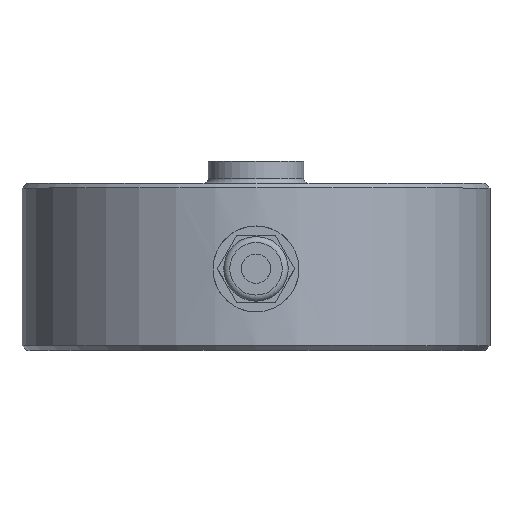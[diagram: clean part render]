
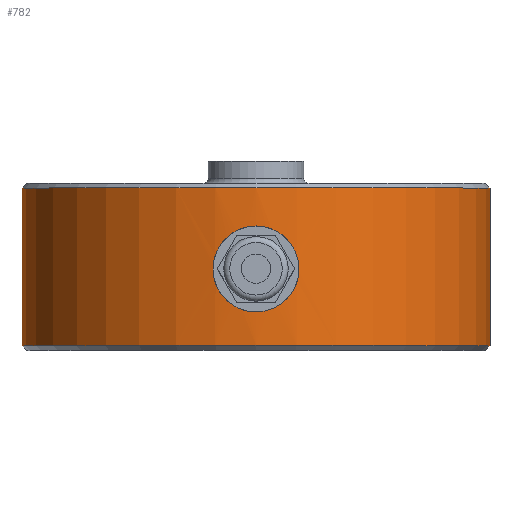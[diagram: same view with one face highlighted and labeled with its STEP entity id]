
A CAD part, top view. The second image highlights one B-rep face of the part: STEP entity #782.
In plain terms, the highlighted cylindrical face has radius 49 mm (diameter 98 mm), a full revolution.
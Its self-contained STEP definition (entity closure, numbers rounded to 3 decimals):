
#50=B_SPLINE_CURVE_WITH_KNOTS('',3,(#1282,#1283,#1284,#1285,#1286,#1287,
#1288,#1289,#1290,#1291),.UNSPECIFIED.,.F.,.F.,(4,2,2,2,4),(5.438,
5.777,6.117,6.457,6.797),
 .UNSPECIFIED.);
#51=B_SPLINE_CURVE_WITH_KNOTS('',3,(#1293,#1294,#1295,#1296,#1297,#1298,
#1299,#1300,#1301,#1302,#1303,#1304,#1305,#1306,#1307,#1308,#1309,#1310),
 .UNSPECIFIED.,.F.,.F.,(4,2,2,2,2,2,2,2,4),(1.359,1.699,
2.039,2.379,2.719,3.059,3.399,
3.738,4.078),.UNSPECIFIED.);
#52=B_SPLINE_CURVE_WITH_KNOTS('',3,(#1311,#1312,#1313,#1314,#1315,#1316,
#1317,#1318,#1319,#1320),.UNSPECIFIED.,.F.,.F.,(4,2,2,2,4),(4.078,
4.418,4.758,5.098,5.438),
 .UNSPECIFIED.);
#75=LINE('',#1358,#130);
#76=LINE('',#1359,#131);
#130=VECTOR('',#1080,49.);
#131=VECTOR('',#1081,49.);
#179=CYLINDRICAL_SURFACE('',#891,49.);
#199=FACE_OUTER_BOUND('',#242,.T.);
#242=EDGE_LOOP('',(#635,#636,#637,#638,#639,#640,#641,#642,#643,#644,#645));
#316=CIRCLE('',#873,49.);
#317=CIRCLE('',#874,49.);
#320=CIRCLE('',#878,49.);
#321=CIRCLE('',#879,49.);
#375=VERTEX_POINT('',#1279);
#376=VERTEX_POINT('',#1281);
#377=VERTEX_POINT('',#1292);
#378=VERTEX_POINT('',#1322);
#379=VERTEX_POINT('',#1323);
#382=VERTEX_POINT('',#1332);
#383=VERTEX_POINT('',#1333);
#470=EDGE_CURVE('',#375,#376,#50,.T.);
#471=EDGE_CURVE('',#376,#377,#51,.T.);
#472=EDGE_CURVE('',#377,#375,#52,.T.);
#473=EDGE_CURVE('',#378,#379,#316,.T.);
#474=EDGE_CURVE('',#379,#378,#317,.T.);
#478=EDGE_CURVE('',#382,#383,#320,.T.);
#479=EDGE_CURVE('',#383,#382,#321,.T.);
#491=EDGE_CURVE('',#382,#376,#75,.T.);
#492=EDGE_CURVE('',#377,#379,#76,.T.);
#635=ORIENTED_EDGE('',*,*,#478,.T.);
#636=ORIENTED_EDGE('',*,*,#479,.T.);
#637=ORIENTED_EDGE('',*,*,#491,.T.);
#638=ORIENTED_EDGE('',*,*,#470,.F.);
#639=ORIENTED_EDGE('',*,*,#472,.F.);
#640=ORIENTED_EDGE('',*,*,#492,.T.);
#641=ORIENTED_EDGE('',*,*,#474,.T.);
#642=ORIENTED_EDGE('',*,*,#473,.T.);
#643=ORIENTED_EDGE('',*,*,#492,.F.);
#644=ORIENTED_EDGE('',*,*,#471,.F.);
#645=ORIENTED_EDGE('',*,*,#491,.F.);
#782=ADVANCED_FACE('',(#199),#179,.T.);
#873=AXIS2_PLACEMENT_3D('',#1324,#1039,#1040);
#874=AXIS2_PLACEMENT_3D('',#1325,#1041,#1042);
#878=AXIS2_PLACEMENT_3D('',#1334,#1050,#1051);
#879=AXIS2_PLACEMENT_3D('',#1335,#1052,#1053);
#891=AXIS2_PLACEMENT_3D('',#1357,#1078,#1079);
#1039=DIRECTION('center_axis',(0.,-1.,0.));
#1040=DIRECTION('ref_axis',(0.,0.,1.));
#1041=DIRECTION('center_axis',(0.,-1.,0.));
#1042=DIRECTION('ref_axis',(0.,0.,1.));
#1050=DIRECTION('center_axis',(0.,1.,0.));
#1051=DIRECTION('ref_axis',(0.,0.,-1.));
#1052=DIRECTION('center_axis',(0.,1.,0.));
#1053=DIRECTION('ref_axis',(0.,0.,-1.));
#1078=DIRECTION('center_axis',(0.,-1.,0.));
#1079=DIRECTION('ref_axis',(0.,0.,-1.));
#1080=DIRECTION('',(0.,1.,0.));
#1081=DIRECTION('',(0.,1.,0.));
#1279=CARTESIAN_POINT('',(-9.,17.,48.166));
#1281=CARTESIAN_POINT('',(0.,8.,49.));
#1282=CARTESIAN_POINT('Ctrl Pts',(-9.,17.,48.166));
#1283=CARTESIAN_POINT('Ctrl Pts',(-9.,15.867,48.166));
#1284=CARTESIAN_POINT('Ctrl Pts',(-8.773,14.661,48.21));
#1285=CARTESIAN_POINT('Ctrl Pts',(-7.854,12.444,48.369));
#1286=CARTESIAN_POINT('Ctrl Pts',(-7.162,11.434,48.48));
#1287=CARTESIAN_POINT('Ctrl Pts',(-5.566,9.838,48.689));
#1288=CARTESIAN_POINT('Ctrl Pts',(-4.556,9.146,48.8));
#1289=CARTESIAN_POINT('Ctrl Pts',(-2.339,8.227,48.957));
#1290=CARTESIAN_POINT('Ctrl Pts',(-1.133,8.,49.));
#1291=CARTESIAN_POINT('Ctrl Pts',(0.,8.,49.));
#1292=CARTESIAN_POINT('',(0.,26.,49.));
#1293=CARTESIAN_POINT('Ctrl Pts',(0.,8.,49.));
#1294=CARTESIAN_POINT('Ctrl Pts',(1.133,8.,49.));
#1295=CARTESIAN_POINT('Ctrl Pts',(2.339,8.227,48.957));
#1296=CARTESIAN_POINT('Ctrl Pts',(4.556,9.146,48.8));
#1297=CARTESIAN_POINT('Ctrl Pts',(5.566,9.838,48.689));
#1298=CARTESIAN_POINT('Ctrl Pts',(7.162,11.434,48.48));
#1299=CARTESIAN_POINT('Ctrl Pts',(7.854,12.444,48.369));
#1300=CARTESIAN_POINT('Ctrl Pts',(8.773,14.661,48.21));
#1301=CARTESIAN_POINT('Ctrl Pts',(9.,15.867,48.166));
#1302=CARTESIAN_POINT('Ctrl Pts',(9.,18.133,48.166));
#1303=CARTESIAN_POINT('Ctrl Pts',(8.773,19.339,48.21));
#1304=CARTESIAN_POINT('Ctrl Pts',(7.854,21.556,48.369));
#1305=CARTESIAN_POINT('Ctrl Pts',(7.162,22.566,48.48));
#1306=CARTESIAN_POINT('Ctrl Pts',(5.566,24.162,48.689));
#1307=CARTESIAN_POINT('Ctrl Pts',(4.556,24.854,48.8));
#1308=CARTESIAN_POINT('Ctrl Pts',(2.339,25.773,48.957));
#1309=CARTESIAN_POINT('Ctrl Pts',(1.133,26.,49.));
#1310=CARTESIAN_POINT('Ctrl Pts',(0.,26.,49.));
#1311=CARTESIAN_POINT('Ctrl Pts',(0.,26.,49.));
#1312=CARTESIAN_POINT('Ctrl Pts',(-1.133,26.,49.));
#1313=CARTESIAN_POINT('Ctrl Pts',(-2.339,25.773,48.957));
#1314=CARTESIAN_POINT('Ctrl Pts',(-4.556,24.854,48.8));
#1315=CARTESIAN_POINT('Ctrl Pts',(-5.566,24.162,48.689));
#1316=CARTESIAN_POINT('Ctrl Pts',(-7.162,22.566,48.48));
#1317=CARTESIAN_POINT('Ctrl Pts',(-7.854,21.556,48.369));
#1318=CARTESIAN_POINT('Ctrl Pts',(-8.773,19.339,48.21));
#1319=CARTESIAN_POINT('Ctrl Pts',(-9.,18.133,48.166));
#1320=CARTESIAN_POINT('Ctrl Pts',(-9.,17.,48.166));
#1322=CARTESIAN_POINT('',(0.,34.,-49.));
#1323=CARTESIAN_POINT('',(0.,34.,49.));
#1324=CARTESIAN_POINT('Origin',(0.,34.,0.));
#1325=CARTESIAN_POINT('Origin',(0.,34.,0.));
#1332=CARTESIAN_POINT('',(0.,1.,49.));
#1333=CARTESIAN_POINT('',(0.,1.,-49.));
#1334=CARTESIAN_POINT('Origin',(0.,1.,0.));
#1335=CARTESIAN_POINT('Origin',(0.,1.,0.));
#1357=CARTESIAN_POINT('Origin',(0.,1.,0.));
#1358=CARTESIAN_POINT('',(0.,1.,49.));
#1359=CARTESIAN_POINT('',(0.,1.,49.));
